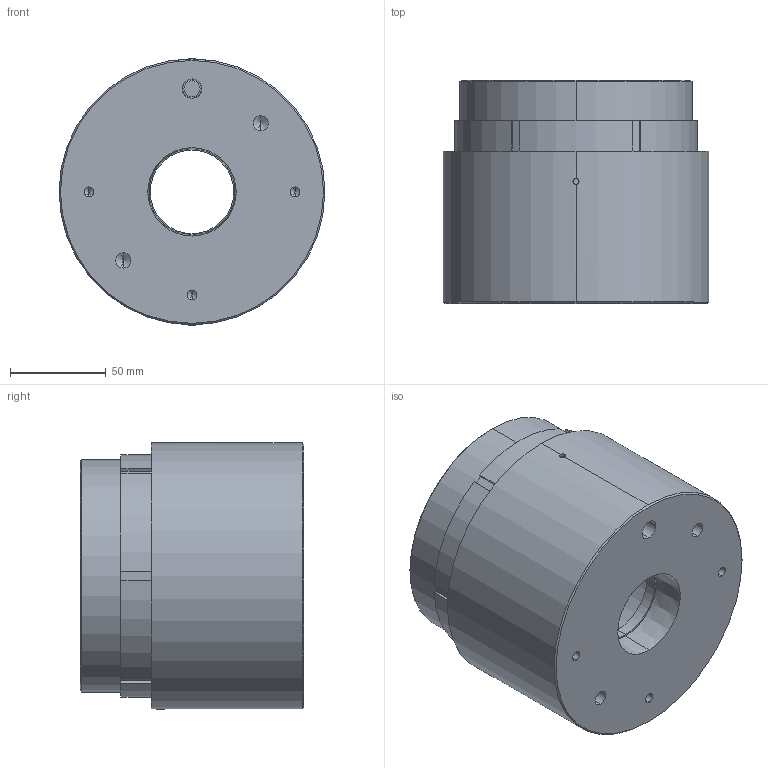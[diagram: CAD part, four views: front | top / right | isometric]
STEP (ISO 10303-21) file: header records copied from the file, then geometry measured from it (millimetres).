
FILE_DESCRIPTION (( 'STEP AP214' ), '1' );
FILE_NAME ('CTSC-003002.STEP', '2025-07-24T19:29:14', ( '' ), ( '' ), 'SwSTEP 2.0', 'SolidWorks 2023', '' );
FILE_SCHEMA (( 'AUTOMOTIVE_DESIGN' ));
Length unit declared in the file: inch
Products named in the file (1): CTSC-003002
Bounding box: 139.19 x 116.84 x 139.34 mm (x, y, z)
Volume: 1121579.4 mm3; surface area: 109341.8 mm2
Topology: 1 solids, 1 shells, 118 faces, 296 edges, 183 vertices
Faces by surface type: cylinder 48, plane 42, cone 26, torus 2
Entity records: 4995 total; most frequent: CARTESIAN_POINT 769, DIRECTION 608, ORIENTED_EDGE 564, EDGE_CURVE 282, AXIS2_PLACEMENT_3D 225, VERTEX_POINT 183, LINE 158, VECTOR 158
